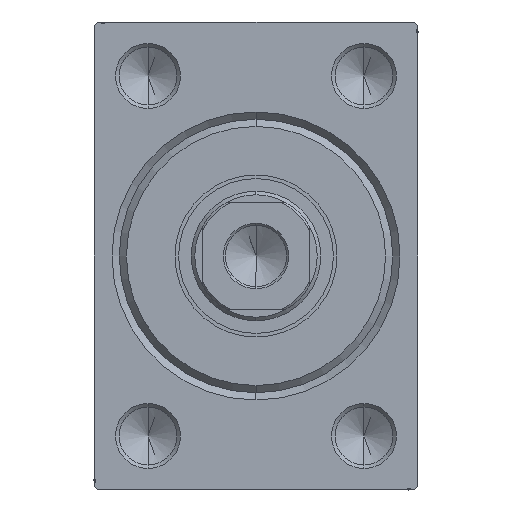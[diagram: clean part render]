
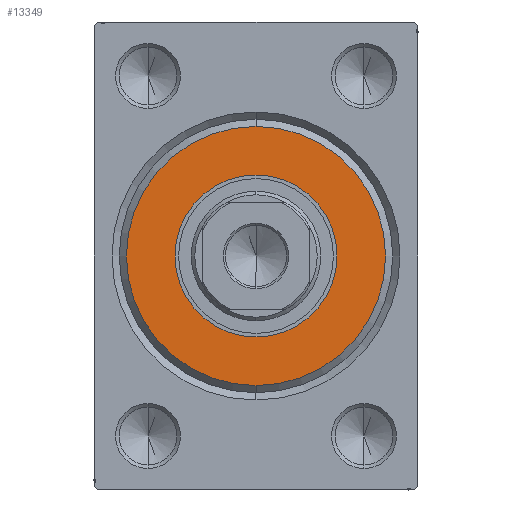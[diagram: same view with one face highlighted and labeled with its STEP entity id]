
A CAD part, left-side view. The second image highlights one B-rep face of the part: STEP entity #13349.
In plain terms, the highlighted face is planar.
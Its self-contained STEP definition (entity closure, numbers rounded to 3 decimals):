
#2936 = AXIS2_PLACEMENT_3D ( 'NONE', #28746, #43011, #4552 ) ;
#3964 = CARTESIAN_POINT ( 'NONE',  ( 3., 0., 0. ) ) ;
#4214 = FACE_BOUND ( 'NONE', #14857, .T. ) ;
#4552 = DIRECTION ( 'NONE',  ( 0., 0., -1. ) ) ;
#4907 = EDGE_CURVE ( 'NONE', #36464, #34900, #20447, .T. ) ;
#5041 = CIRCLE ( 'NONE', #7948, 18. ) ;
#5237 = CARTESIAN_POINT ( 'NONE',  ( 3., 0., -18. ) ) ;
#6219 = VERTEX_POINT ( 'NONE', #20433 ) ;
#7081 = AXIS2_PLACEMENT_3D ( 'NONE', #3964, #31780, #31331 ) ;
#7362 = PLANE ( 'NONE',  #23565 ) ;
#7948 = AXIS2_PLACEMENT_3D ( 'NONE', #21413, #38625, #27768 ) ;
#11251 = DIRECTION ( 'NONE',  ( 1., 0., 0. ) ) ;
#11707 = CARTESIAN_POINT ( 'NONE',  ( 3., 0., -11.25 ) ) ;
#12174 = ORIENTED_EDGE ( 'NONE', *, *, #29664, .F. ) ;
#13027 = CIRCLE ( 'NONE', #2936, 11.25 ) ;
#13349 = ADVANCED_FACE ( 'NONE', ( #13708, #4214 ), #7362, .T. ) ;
#13708 = FACE_OUTER_BOUND ( 'NONE', #20482, .T. ) ;
#14857 = EDGE_LOOP ( 'NONE', ( #22858, #12174 ) ) ;
#18534 = EDGE_CURVE ( 'NONE', #6219, #31430, #20092, .T. ) ;
#20092 = CIRCLE ( 'NONE', #7081, 18. ) ;
#20433 = CARTESIAN_POINT ( 'NONE',  ( 3., 0., 18. ) ) ;
#20447 = CIRCLE ( 'NONE', #26227, 11.25 ) ;
#20482 = EDGE_LOOP ( 'NONE', ( #36851, #37828 ) ) ;
#21390 = DIRECTION ( 'NONE',  ( 0., 0., -1. ) ) ;
#21413 = CARTESIAN_POINT ( 'NONE',  ( 3., 0., 0. ) ) ;
#22858 = ORIENTED_EDGE ( 'NONE', *, *, #4907, .F. ) ;
#23565 = AXIS2_PLACEMENT_3D ( 'NONE', #34985, #41327, #21390 ) ;
#25048 = DIRECTION ( 'NONE',  ( 0., 0., -1. ) ) ;
#25122 = CARTESIAN_POINT ( 'NONE',  ( 3., 0., 11.25 ) ) ;
#26227 = AXIS2_PLACEMENT_3D ( 'NONE', #42272, #11251, #25048 ) ;
#27347 = EDGE_CURVE ( 'NONE', #31430, #6219, #5041, .T. ) ;
#27768 = DIRECTION ( 'NONE',  ( 0., 0., -1. ) ) ;
#28746 = CARTESIAN_POINT ( 'NONE',  ( 3., 0., 0. ) ) ;
#29664 = EDGE_CURVE ( 'NONE', #34900, #36464, #13027, .T. ) ;
#31331 = DIRECTION ( 'NONE',  ( 0., 0., -1. ) ) ;
#31430 = VERTEX_POINT ( 'NONE', #5237 ) ;
#31780 = DIRECTION ( 'NONE',  ( 1., 0., 0. ) ) ;
#34900 = VERTEX_POINT ( 'NONE', #25122 ) ;
#34985 = CARTESIAN_POINT ( 'NONE',  ( 3., 0., 0. ) ) ;
#36464 = VERTEX_POINT ( 'NONE', #11707 ) ;
#36851 = ORIENTED_EDGE ( 'NONE', *, *, #18534, .T. ) ;
#37828 = ORIENTED_EDGE ( 'NONE', *, *, #27347, .T. ) ;
#38625 = DIRECTION ( 'NONE',  ( 1., 0., 0. ) ) ;
#41327 = DIRECTION ( 'NONE',  ( 1., 0., 0. ) ) ;
#42272 = CARTESIAN_POINT ( 'NONE',  ( 3., 0., 0. ) ) ;
#43011 = DIRECTION ( 'NONE',  ( 1., 0., 0. ) ) ;
